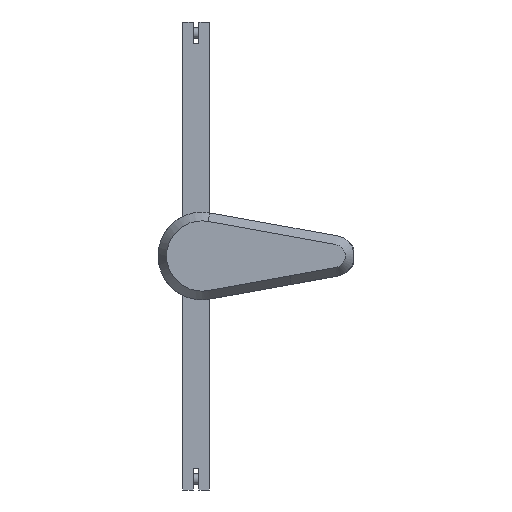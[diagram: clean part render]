
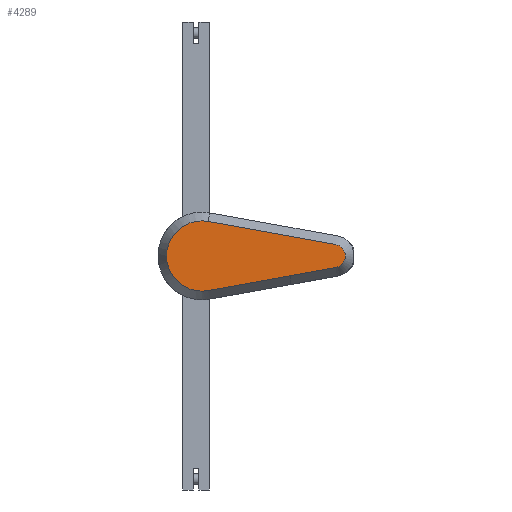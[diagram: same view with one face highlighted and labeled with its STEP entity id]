
A CAD part, left-side view. The second image highlights one B-rep face of the part: STEP entity #4289.
In plain terms, the highlighted planar face has unit normal (-1, 0, 0).
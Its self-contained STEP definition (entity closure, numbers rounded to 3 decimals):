
#104 = CARTESIAN_POINT ( 'NONE',  ( -12., -91.422, -7.873 ) ) ;
#575 = LINE ( 'NONE', #3807, #6665 ) ;
#714 = CARTESIAN_POINT ( 'NONE',  ( -12., -91.422, -7.873 ) ) ;
#1079 = FACE_OUTER_BOUND ( 'NONE', #1344, .T. ) ;
#1153 = DIRECTION ( 'NONE',  ( 1., 0., 0. ) ) ;
#1344 = EDGE_LOOP ( 'NONE', ( #4184, #5592, #11914, #3257, #6357 ) ) ;
#1512 = VECTOR ( 'NONE', #5202, 1000. ) ;
#1531 = DIRECTION ( 'NONE',  ( 0., 0.984, -0.178 ) ) ;
#1719 = CARTESIAN_POINT ( 'NONE',  ( -12., -4.267, 23.618 ) ) ;
#1789 = VERTEX_POINT ( 'NONE', #1719 ) ;
#1939 = EDGE_CURVE ( 'NONE', #1789, #3215, #11980, .T. ) ;
#2026 = DIRECTION ( 'NONE',  ( 1., 0., 0. ) ) ;
#2099 = DIRECTION ( 'NONE',  ( 0., 0., -1. ) ) ;
#2182 = VECTOR ( 'NONE', #5332, 1000. ) ;
#2342 = DIRECTION ( 'NONE',  ( 1., 0., 0. ) ) ;
#2757 = EDGE_CURVE ( 'NONE', #3215, #13095, #12110, .T. ) ;
#2908 = AXIS2_PLACEMENT_3D ( 'NONE', #3224, #2342, #8984 ) ;
#2916 = LINE ( 'NONE', #714, #1512 ) ;
#3059 = CARTESIAN_POINT ( 'NONE',  ( -12., 0., 0. ) ) ;
#3215 = VERTEX_POINT ( 'NONE', #10185 ) ;
#3224 = CARTESIAN_POINT ( 'NONE',  ( -12., 0., 0. ) ) ;
#3257 = ORIENTED_EDGE ( 'NONE', *, *, #2757, .F. ) ;
#3807 = CARTESIAN_POINT ( 'NONE',  ( -12., -91.422, -7.873 ) ) ;
#4184 = ORIENTED_EDGE ( 'NONE', *, *, #8812, .F. ) ;
#4289 = ADVANCED_FACE ( 'NONE', ( #1079 ), #11182, .F. ) ;
#5202 = DIRECTION ( 'NONE',  ( 0., 0.984, -0.178 ) ) ;
#5221 = CARTESIAN_POINT ( 'NONE',  ( -12., -4.267, -23.618 ) ) ;
#5332 = DIRECTION ( 'NONE',  ( 0., -0.984, -0.178 ) ) ;
#5592 = ORIENTED_EDGE ( 'NONE', *, *, #10129, .F. ) ;
#5752 = AXIS2_PLACEMENT_3D ( 'NONE', #11258, #1153, #13056 ) ;
#5981 = CIRCLE ( 'NONE', #2908, 24. ) ;
#6357 = ORIENTED_EDGE ( 'NONE', *, *, #1939, .F. ) ;
#6665 = VECTOR ( 'NONE', #1531, 1000. ) ;
#8540 = VERTEX_POINT ( 'NONE', #5221 ) ;
#8812 = EDGE_CURVE ( 'NONE', #8540, #1789, #5981, .T. ) ;
#8984 = DIRECTION ( 'NONE',  ( 0., 0., -1. ) ) ;
#9269 = EDGE_CURVE ( 'NONE', #13095, #9918, #2916, .T. ) ;
#9843 = CARTESIAN_POINT ( 'NONE',  ( -12., -4.267, 23.618 ) ) ;
#9918 = VERTEX_POINT ( 'NONE', #9949 ) ;
#9949 = CARTESIAN_POINT ( 'NONE',  ( -12., -60.579, -13.445 ) ) ;
#10018 = AXIS2_PLACEMENT_3D ( 'NONE', #3059, #2026, #2099 ) ;
#10129 = EDGE_CURVE ( 'NONE', #9918, #8540, #575, .T. ) ;
#10185 = CARTESIAN_POINT ( 'NONE',  ( -12., -91.422, 7.873 ) ) ;
#11182 = PLANE ( 'NONE',  #10018 ) ;
#11258 = CARTESIAN_POINT ( 'NONE',  ( -12., -90., 0. ) ) ;
#11914 = ORIENTED_EDGE ( 'NONE', *, *, #9269, .F. ) ;
#11980 = LINE ( 'NONE', #9843, #2182 ) ;
#12110 = CIRCLE ( 'NONE', #5752, 8. ) ;
#13056 = DIRECTION ( 'NONE',  ( 0., 0., -1. ) ) ;
#13095 = VERTEX_POINT ( 'NONE', #104 ) ;
